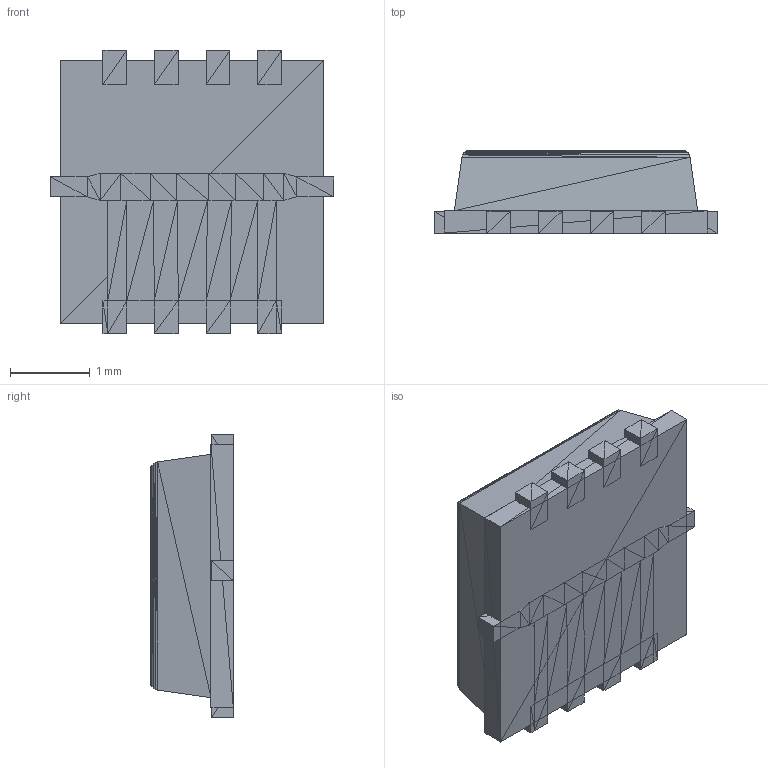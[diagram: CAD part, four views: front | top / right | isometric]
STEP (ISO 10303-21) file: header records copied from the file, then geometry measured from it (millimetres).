
FILE_DESCRIPTION(('FreeCAD Model'),'2;1');
FILE_NAME('PowerPAK 1212-8 Single Pad.step', '2014-02-03T15:53:59',('FreeCAD'),('FreeCAD'), 'Open CASCADE STEP processor 6.3','FreeCAD','Unknown');
FILE_SCHEMA(('AUTOMOTIVE_DESIGN_CC2 { 1 2 10303 214 -1 1 5 4 }'));
Length unit declared in the file: millimetre
Products named in the file (2): single_pad001002; single_pad001001
Bounding box: 3.55 x 1.04 x 3.55 mm (x, y, z)
Surface area: 47.9 mm2 (no closed solid volume)
Topology: 0 solids, 6 shells, 300 faces, 464 edges, 176 vertices
Faces by surface type: plane 300
Entity records: 11637 total; most frequent: CARTESIAN_POINT 2360, DIRECTION 1503, ORIENTED_EDGE 928, PCURVE 928, DEFINITIONAL_REPRESENTATION 928, LINE 901, VECTOR 901, B_SPLINE_CURVE_WITH_KNOTS 491
